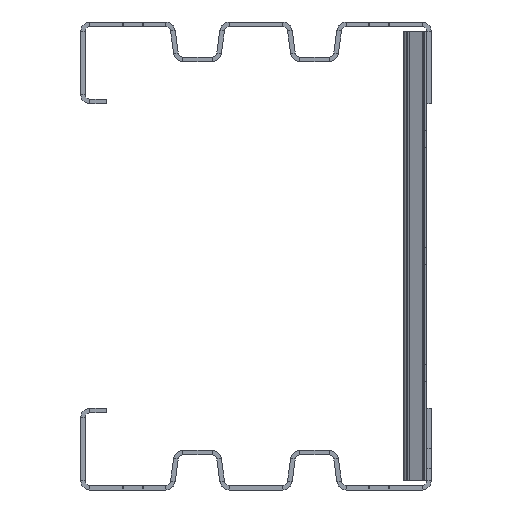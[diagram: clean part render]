
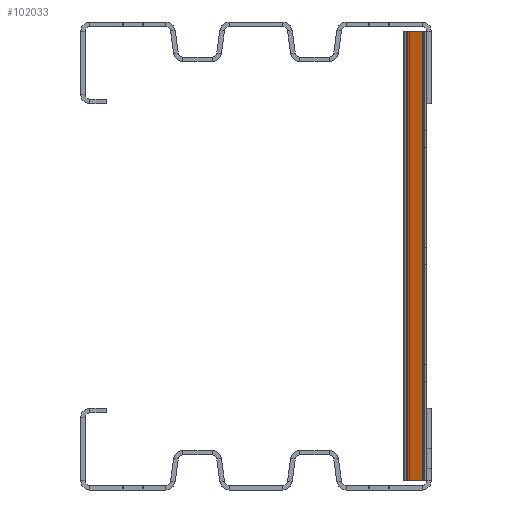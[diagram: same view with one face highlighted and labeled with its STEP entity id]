
A CAD part, left-side view. The second image highlights one B-rep face of the part: STEP entity #102033.
In plain terms, the highlighted planar face has unit normal (-0.94, 0.342, 0).
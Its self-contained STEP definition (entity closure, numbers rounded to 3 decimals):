
#76232=DIRECTION('',(0.,0.,1.));
#76233=VECTOR('',#76232,192.);
#76234=CARTESIAN_POINT('',(-1410.464,1.858,-96.));
#76235=LINE('',#76234,#76233);
#76240=DIRECTION('',(0.,0.,1.));
#76241=VECTOR('',#76240,192.);
#76242=CARTESIAN_POINT('',(-1408.027,8.552,-96.));
#76243=LINE('',#76242,#76241);
#79380=DIRECTION('',(-0.342,-0.94,0.));
#79381=VECTOR('',#79380,7.124);
#79382=CARTESIAN_POINT('',(-1408.027,8.552,-96.));
#79383=LINE('',#79382,#79381);
#79418=DIRECTION('',(-0.342,-0.94,0.));
#79419=VECTOR('',#79418,7.124);
#79420=CARTESIAN_POINT('',(-1408.027,8.552,96.));
#79421=LINE('',#79420,#79419);
#87016=CARTESIAN_POINT('',(-1408.027,8.552,-96.));
#87017=VERTEX_POINT('',#87016);
#87018=CARTESIAN_POINT('',(-1410.464,1.858,-96.));
#87019=VERTEX_POINT('',#87018);
#90608=CARTESIAN_POINT('',(-1408.027,8.552,96.));
#90609=VERTEX_POINT('',#90608);
#90610=CARTESIAN_POINT('',(-1410.464,1.858,96.));
#90611=VERTEX_POINT('',#90610);
#102019=CARTESIAN_POINT('',(-1408.027,8.552,-305.));
#102020=DIRECTION('',(-0.94,0.342,0.));
#102021=DIRECTION('',(-0.342,-0.94,0.));
#102022=AXIS2_PLACEMENT_3D('',#102019,#102020,#102021);
#102023=PLANE('',#102022);
#102025=ORIENTED_EDGE('',*,*,#102024,.T.);
#102027=ORIENTED_EDGE('',*,*,#102026,.T.);
#102028=ORIENTED_EDGE('',*,*,#102009,.F.);
#102030=ORIENTED_EDGE('',*,*,#102029,.F.);
#102031=EDGE_LOOP('',(#102025,#102027,#102028,#102030));
#102032=FACE_OUTER_BOUND('',#102031,.F.);
#102033=ADVANCED_FACE('',(#102032),#102023,.T.);
#102009=EDGE_CURVE('',#87019,#90611,#76235,.T.);
#102024=EDGE_CURVE('',#87017,#90609,#76243,.T.);
#102026=EDGE_CURVE('',#90609,#90611,#79421,.T.);
#102029=EDGE_CURVE('',#87017,#87019,#79383,.T.);
